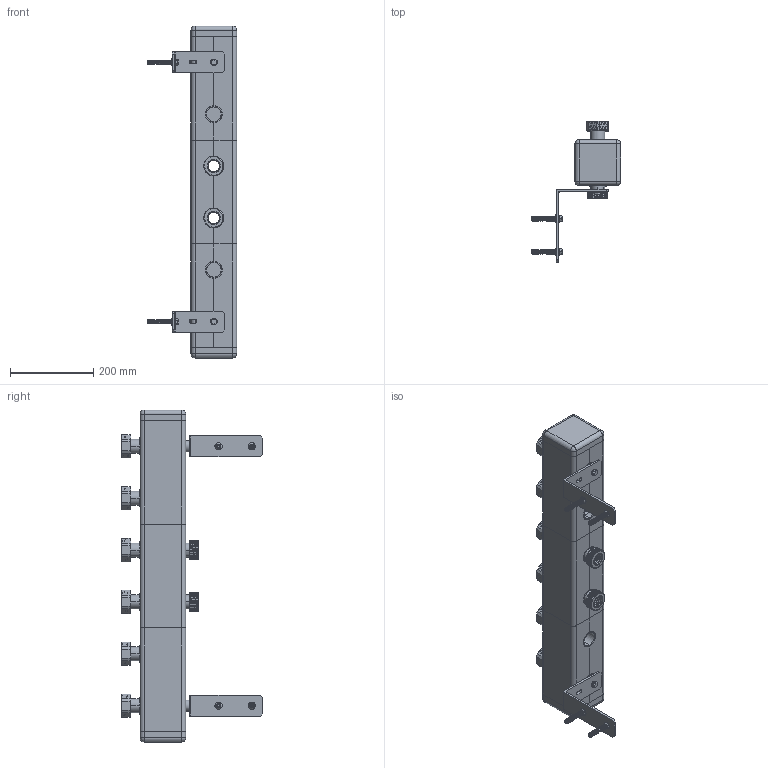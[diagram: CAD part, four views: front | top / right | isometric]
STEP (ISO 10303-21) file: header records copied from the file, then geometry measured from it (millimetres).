
FILE_DESCRIPTION((''),'2;1');
FILE_NAME('08_013_301_ASM','2018-01-24T',('Uros.Kriznik'),('Audax d.o.o.'),'CREO PARAMETRIC BY PTC INC, 2017020','CREO PARAMETRIC BY PTC INC, 2017020','');
FILE_SCHEMA(('CONFIG_CONTROL_DESIGN'));
Products named in the file (22): 08_013_001; 08_013_002; 08_013_004; 08_001_025; 08_013_005; 08_013_008; 08_001_006; 08_013_016; 08_013_015; 08_001_017; 08_001_018; IZOLACIJA_VMESNA; BIAL_5IZOLKONCNAEPP60; 08_013_017; NOSILEC_MALI; PODLOZKA_GUMA; PODLOZKA_M8; VIJAK_M8; VIJAK_ZIDNI; VLOZEK_ZIDNI; NOSILEC_MALI_KOMPLET_ASM; 08_013_301_ASM
Assembly tree (53 placements, depth 3):
  08_013_301_ASM
    08_013_001
    08_013_002
    08_013_004
    08_001_025  x2
    08_013_005  x4
    08_013_008  x3
    08_001_006  x2
    08_013_016  x3
    08_013_015
    08_001_017  x6
    08_001_018  x6
    IZOLACIJA_VMESNA  x6
    BIAL_5IZOLKONCNAEPP60  x2
    08_013_017  x3
    NOSILEC_MALI_KOMPLET_ASM  x2
      NOSILEC_MALI
      PODLOZKA_GUMA
      PODLOZKA_M8
      VIJAK_M8
      VIJAK_ZIDNI
      VLOZEK_ZIDNI
Bounding box: 215 x 338.6 x 800 mm (x, y, z)
Volume: 7448052.9 mm3; surface area: 1537157.6 mm2
Topology: 61 solids, 69 shells, 2480 faces, 6508 edges, 4226 vertices
Faces by surface type: cylinder 1100, plane 1086, bspline 150, cone 90, torus 46, sphere 8
Entity records: 54936 total; most frequent: CARTESIAN_POINT 36365, ORIENTED_EDGE 3788, DIRECTION 3712, EDGE_CURVE 1898, AXIS2_PLACEMENT_3D 1345, VERTEX_POINT 1233, VECTOR 1022, LINE 1022
